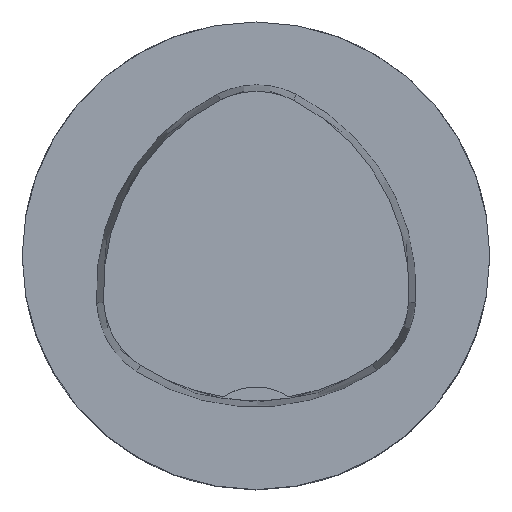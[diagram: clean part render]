
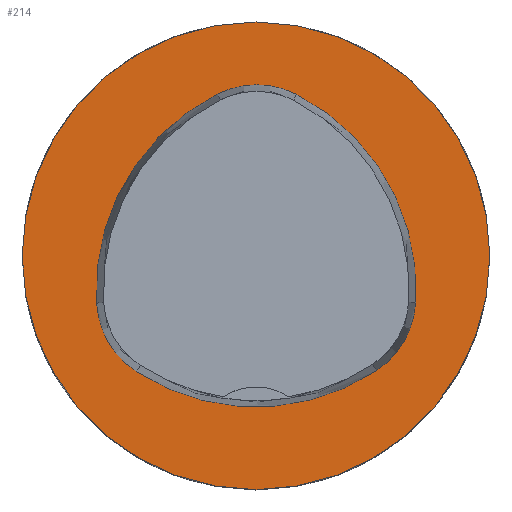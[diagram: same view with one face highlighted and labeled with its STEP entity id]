
A CAD part, top view. The second image highlights one B-rep face of the part: STEP entity #214.
In plain terms, the highlighted planar face has unit normal (0, 0, 1).
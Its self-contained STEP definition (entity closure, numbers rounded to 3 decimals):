
#214=ADVANCED_FACE('',(#403,#404),#253,.T.);
#253=PLANE('',#1194);
#403=FACE_BOUND('',#461,.T.);
#404=FACE_BOUND('',#462,.T.);
#461=EDGE_LOOP('',(#658,#659,#660,#661,#662,#663));
#462=EDGE_LOOP('',(#664));
#658=ORIENTED_EDGE('',*,*,#954,.F.);
#659=ORIENTED_EDGE('',*,*,#949,.F.);
#660=ORIENTED_EDGE('',*,*,#944,.F.);
#661=ORIENTED_EDGE('',*,*,#941,.F.);
#662=ORIENTED_EDGE('',*,*,#938,.F.);
#663=ORIENTED_EDGE('',*,*,#934,.F.);
#664=ORIENTED_EDGE('',*,*,#925,.T.);
#818=VERTEX_POINT('',#1881);
#827=VERTEX_POINT('',#1900);
#828=VERTEX_POINT('',#1901);
#831=VERTEX_POINT('',#1909);
#833=VERTEX_POINT('',#1915);
#835=VERTEX_POINT('',#1921);
#839=VERTEX_POINT('',#1934);
#925=EDGE_CURVE('',#818,#818,#1006,.T.);
#934=EDGE_CURVE('',#827,#828,#1007,.T.);
#938=EDGE_CURVE('',#828,#831,#1009,.T.);
#941=EDGE_CURVE('',#831,#833,#1011,.T.);
#944=EDGE_CURVE('',#833,#835,#1013,.T.);
#949=EDGE_CURVE('',#835,#839,#1016,.T.);
#954=EDGE_CURVE('',#839,#827,#1019,.T.);
#1006=CIRCLE('',#1166,16.);
#1007=CIRCLE('',#1172,15.);
#1009=CIRCLE('',#1175,6.);
#1011=CIRCLE('',#1178,15.);
#1013=CIRCLE('',#1181,6.);
#1016=CIRCLE('',#1185,15.);
#1019=CIRCLE('',#1189,6.);
#1166=AXIS2_PLACEMENT_3D('',#1880,#1376,#1377);
#1172=AXIS2_PLACEMENT_3D('',#1899,#1392,#1393);
#1175=AXIS2_PLACEMENT_3D('',#1908,#1400,#1401);
#1178=AXIS2_PLACEMENT_3D('',#1914,#1407,#1408);
#1181=AXIS2_PLACEMENT_3D('',#1920,#1414,#1415);
#1185=AXIS2_PLACEMENT_3D('',#1933,#1423,#1424);
#1189=AXIS2_PLACEMENT_3D('',#1946,#1432,#1433);
#1194=AXIS2_PLACEMENT_3D('',#1951,#1442,#1443);
#1376=DIRECTION('',(0.,0.,1.));
#1377=DIRECTION('',(1.,0.,0.));
#1392=DIRECTION('',(0.,0.,1.));
#1393=DIRECTION('',(1.,0.,0.));
#1400=DIRECTION('',(0.,0.,1.));
#1401=DIRECTION('',(1.,0.,0.));
#1407=DIRECTION('',(0.,0.,1.));
#1408=DIRECTION('',(1.,0.,0.));
#1414=DIRECTION('',(0.,0.,1.));
#1415=DIRECTION('',(1.,0.,0.));
#1423=DIRECTION('',(0.,0.,1.));
#1424=DIRECTION('',(1.,0.,0.));
#1432=DIRECTION('',(0.,0.,1.));
#1433=DIRECTION('',(1.,0.,0.));
#1442=DIRECTION('',(0.,0.,1.));
#1443=DIRECTION('',(-1.,0.,0.));
#1880=CARTESIAN_POINT('',(0.,0.,0.));
#1881=CARTESIAN_POINT('',(16.,0.,0.));
#1899=CARTESIAN_POINT('',(-4.048,-2.316,0.));
#1900=CARTESIAN_POINT('',(10.926,-3.206,0.));
#1901=CARTESIAN_POINT('',(2.774,11.043,0.));
#1908=CARTESIAN_POINT('',(0.045,5.7,0.));
#1909=CARTESIAN_POINT('',(-2.638,11.066,0.));
#1914=CARTESIAN_POINT('',(4.07,-2.35,0.));
#1915=CARTESIAN_POINT('',(-10.903,-3.249,0.));
#1920=CARTESIAN_POINT('',(-4.914,-2.889,0.));
#1921=CARTESIAN_POINT('',(-8.177,-7.924,0.));
#1933=CARTESIAN_POINT('',(-0.019,4.663,0.));
#1934=CARTESIAN_POINT('',(8.24,-7.859,0.));
#1946=CARTESIAN_POINT('',(4.936,-2.85,0.));
#1951=CARTESIAN_POINT('',(0.,0.,0.));
